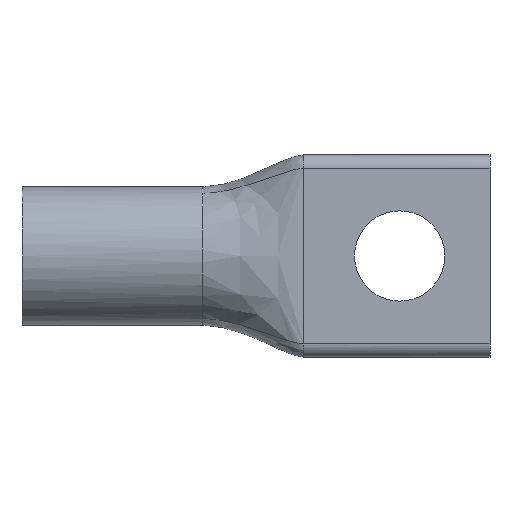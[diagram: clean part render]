
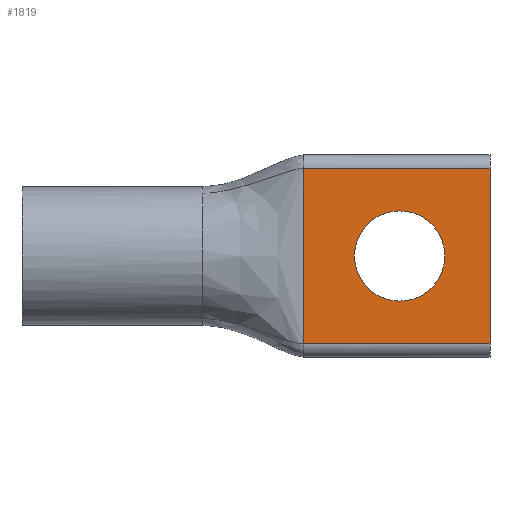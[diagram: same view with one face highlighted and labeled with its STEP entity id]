
A CAD part, front view. The second image highlights one B-rep face of the part: STEP entity #1819.
In plain terms, the highlighted planar face has unit normal (0, -1, 0).
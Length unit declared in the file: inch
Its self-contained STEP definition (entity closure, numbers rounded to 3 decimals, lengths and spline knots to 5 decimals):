
#30 = PLANE ( 'NONE',  #1743 ) ;
#38 = DIRECTION ( 'NONE',  ( 0., 0., -1. ) ) ;
#75 = DIRECTION ( 'NONE',  ( 0., 0., -1. ) ) ;
#84 = CARTESIAN_POINT ( 'NONE',  ( 2.75, 0., -0.516 ) ) ;
#129 = VERTEX_POINT ( 'NONE', #1441 ) ;
#131 = EDGE_CURVE ( 'NONE', #1251, #688, #1739, .T. ) ;
#167 = ORIENTED_EDGE ( 'NONE', *, *, #131, .T. ) ;
#185 = CARTESIAN_POINT ( 'NONE',  ( 2.219, 0., 0.2655 ) ) ;
#306 = CARTESIAN_POINT ( 'NONE',  ( 2.75, 0., 0.516 ) ) ;
#308 = CARTESIAN_POINT ( 'NONE',  ( 2.219, 0., -0.2655 ) ) ;
#336 = LINE ( 'NONE', #1498, #1558 ) ;
#366 = VERTEX_POINT ( 'NONE', #429 ) ;
#407 = ORIENTED_EDGE ( 'NONE', *, *, #605, .F. ) ;
#412 = FACE_OUTER_BOUND ( 'NONE', #1064, .T. ) ;
#417 = VERTEX_POINT ( 'NONE', #306 ) ;
#428 = LINE ( 'NONE', #1119, #870 ) ;
#429 = CARTESIAN_POINT ( 'NONE',  ( 1.656, 0., 0.516 ) ) ;
#526 = EDGE_LOOP ( 'NONE', ( #167, #583 ) ) ;
#583 = ORIENTED_EDGE ( 'NONE', *, *, #629, .T. ) ;
#605 = EDGE_CURVE ( 'NONE', #1499, #129, #428, .T. ) ;
#612 = ORIENTED_EDGE ( 'NONE', *, *, #1019, .F. ) ;
#629 = EDGE_CURVE ( 'NONE', #688, #1251, #1649, .T. ) ;
#688 = VERTEX_POINT ( 'NONE', #185 ) ;
#723 = CARTESIAN_POINT ( 'NONE',  ( 2.219, 0., 0. ) ) ;
#800 = DIRECTION ( 'NONE',  ( 0., 0., 1. ) ) ;
#829 = ORIENTED_EDGE ( 'NONE', *, *, #858, .F. ) ;
#858 = EDGE_CURVE ( 'NONE', #417, #1499, #1220, .T. ) ;
#870 = VECTOR ( 'NONE', #1682, 39.37008 ) ;
#913 = DIRECTION ( 'NONE',  ( 1., 0., 0. ) ) ;
#922 = LINE ( 'NONE', #1074, #1023 ) ;
#982 = FACE_BOUND ( 'NONE', #526, .T. ) ;
#1019 = EDGE_CURVE ( 'NONE', #129, #366, #922, .T. ) ;
#1023 = VECTOR ( 'NONE', #800, 39.37008 ) ;
#1042 = DIRECTION ( 'NONE',  ( 0., -1., 0. ) ) ;
#1064 = EDGE_LOOP ( 'NONE', ( #1462, #612, #407, #829 ) ) ;
#1074 = CARTESIAN_POINT ( 'NONE',  ( 1.656, 0., 0. ) ) ;
#1119 = CARTESIAN_POINT ( 'NONE',  ( 3.9482, 0., -0.516 ) ) ;
#1143 = EDGE_CURVE ( 'NONE', #366, #417, #336, .T. ) ;
#1144 = DIRECTION ( 'NONE',  ( 0., 1., 0. ) ) ;
#1192 = CARTESIAN_POINT ( 'NONE',  ( 3.9482, 0., 0. ) ) ;
#1196 = AXIS2_PLACEMENT_3D ( 'NONE', #723, #1144, #1755 ) ;
#1220 = LINE ( 'NONE', #1367, #1258 ) ;
#1251 = VERTEX_POINT ( 'NONE', #308 ) ;
#1258 = VECTOR ( 'NONE', #75, 39.37008 ) ;
#1291 = AXIS2_PLACEMENT_3D ( 'NONE', #1709, #1396, #1539 ) ;
#1367 = CARTESIAN_POINT ( 'NONE',  ( 2.75, 0., 0. ) ) ;
#1396 = DIRECTION ( 'NONE',  ( 0., 1., 0. ) ) ;
#1441 = CARTESIAN_POINT ( 'NONE',  ( 1.656, 0., -0.516 ) ) ;
#1462 = ORIENTED_EDGE ( 'NONE', *, *, #1143, .F. ) ;
#1498 = CARTESIAN_POINT ( 'NONE',  ( 3.9482, 0., 0.516 ) ) ;
#1499 = VERTEX_POINT ( 'NONE', #84 ) ;
#1539 = DIRECTION ( 'NONE',  ( 0., 0., -1. ) ) ;
#1558 = VECTOR ( 'NONE', #913, 39.37008 ) ;
#1649 = CIRCLE ( 'NONE', #1291, 0.2655 ) ;
#1682 = DIRECTION ( 'NONE',  ( -1., 0., 0. ) ) ;
#1709 = CARTESIAN_POINT ( 'NONE',  ( 2.219, 0., 0. ) ) ;
#1739 = CIRCLE ( 'NONE', #1196, 0.2655 ) ;
#1743 = AXIS2_PLACEMENT_3D ( 'NONE', #1192, #1042, #38 ) ;
#1755 = DIRECTION ( 'NONE',  ( 0., 0., -1. ) ) ;
#1819 = ADVANCED_FACE ( 'NONE', ( #412, #982 ), #30, .T. ) ;
